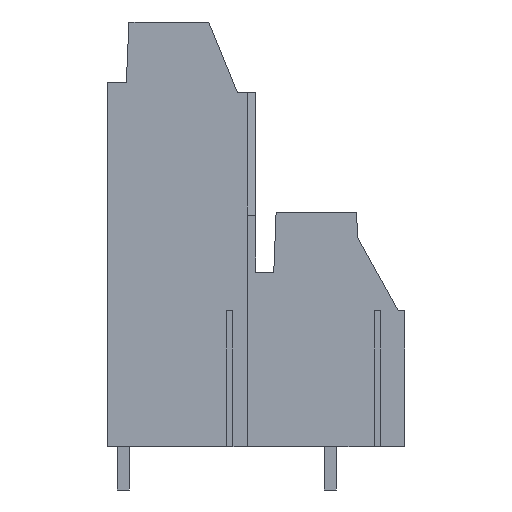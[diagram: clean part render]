
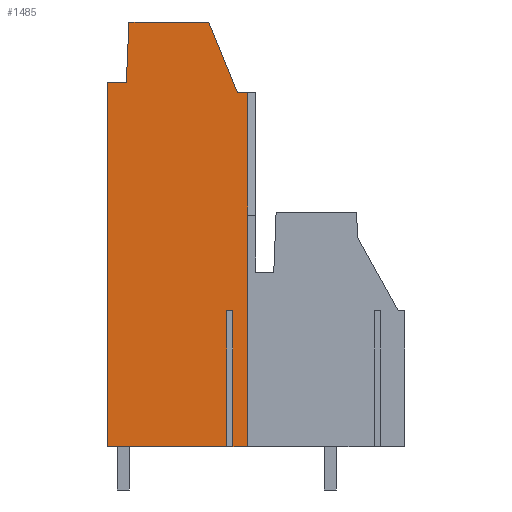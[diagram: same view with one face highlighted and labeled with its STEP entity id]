
A CAD part, left-side view. The second image highlights one B-rep face of the part: STEP entity #1485.
In plain terms, the highlighted planar face has unit normal (-1, 0, 0).
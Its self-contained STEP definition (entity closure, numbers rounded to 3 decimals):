
#1419=AXIS2_PLACEMENT_3D('Plane Axis2P3D',#1416,#1417,#1418) ;
#619=CARTESIAN_POINT('Line Origine',(0.,12.12,3.2)) ;
#623=CARTESIAN_POINT('Vertex',(0.,11.574,3.2)) ;
#625=CARTESIAN_POINT('Vertex',(0.,12.665,3.2)) ;
#674=CARTESIAN_POINT('Vertex',(0.,13.115,3.2)) ;
#677=CARTESIAN_POINT('Line Origine',(0.,17.528,3.2)) ;
#681=CARTESIAN_POINT('Vertex',(0.,21.94,3.2)) ;
#1190=CARTESIAN_POINT('Vertex',(0.,11.574,29.26)) ;
#1193=CARTESIAN_POINT('Line Origine',(0.,11.574,16.23)) ;
#1399=CARTESIAN_POINT('Vertex',(0.,12.337,29.26)) ;
#1402=CARTESIAN_POINT('Line Origine',(0.,11.956,29.26)) ;
#1416=CARTESIAN_POINT('Axis2P3D Location',(0.,11.,17.2)) ;
#1422=CARTESIAN_POINT('Control Point',(0.,20.328,34.47)) ;
#1423=CARTESIAN_POINT('Control Point',(0.,20.521,30.05)) ;
#1424=CARTESIAN_POINT('Vertex',(0.,20.328,34.47)) ;
#1426=CARTESIAN_POINT('Vertex',(0.,20.521,30.05)) ;
#1429=CARTESIAN_POINT('Line Origine',(0.,16.853,30.05)) ;
#1433=CARTESIAN_POINT('Vertex',(0.,21.94,30.05)) ;
#1436=CARTESIAN_POINT('Line Origine',(0.,21.94,34.47)) ;
#1441=CARTESIAN_POINT('Line Origine',(0.,13.115,34.47)) ;
#1445=CARTESIAN_POINT('Vertex',(0.,13.115,13.2)) ;
#1448=CARTESIAN_POINT('Line Origine',(0.,16.853,13.2)) ;
#1452=CARTESIAN_POINT('Vertex',(0.,12.665,13.2)) ;
#1455=CARTESIAN_POINT('Line Origine',(0.,12.665,34.47)) ;
#1461=CARTESIAN_POINT('Control Point',(0.,12.337,29.26)) ;
#1462=CARTESIAN_POINT('Control Point',(0.,14.449,34.47)) ;
#1463=CARTESIAN_POINT('Vertex',(0.,14.449,34.47)) ;
#1466=CARTESIAN_POINT('Line Origine',(0.,16.853,34.47)) ;
#620=DIRECTION('Vector Direction',(0.,1.,0.)) ;
#678=DIRECTION('Vector Direction',(0.,1.,0.)) ;
#1194=DIRECTION('Vector Direction',(0.,0.,-1.)) ;
#1403=DIRECTION('Vector Direction',(0.,1.,0.)) ;
#1417=DIRECTION('Axis2P3D Direction',(1.,0.,0.)) ;
#1418=DIRECTION('Axis2P3D XDirection',(0.,1.,0.)) ;
#1430=DIRECTION('Vector Direction',(0.,1.,0.)) ;
#1437=DIRECTION('Vector Direction',(0.,0.,1.)) ;
#1442=DIRECTION('Vector Direction',(0.,0.,1.)) ;
#1449=DIRECTION('Vector Direction',(0.,1.,0.)) ;
#1456=DIRECTION('Vector Direction',(0.,0.,1.)) ;
#1467=DIRECTION('Vector Direction',(0.,1.,0.)) ;
#621=VECTOR('Line Direction',#620,1.) ;
#679=VECTOR('Line Direction',#678,1.) ;
#1195=VECTOR('Line Direction',#1194,1.) ;
#1404=VECTOR('Line Direction',#1403,1.) ;
#1431=VECTOR('Line Direction',#1430,1.) ;
#1438=VECTOR('Line Direction',#1437,1.) ;
#1443=VECTOR('Line Direction',#1442,1.) ;
#1450=VECTOR('Line Direction',#1449,1.) ;
#1457=VECTOR('Line Direction',#1456,1.) ;
#1468=VECTOR('Line Direction',#1467,1.) ;
#1472=ORIENTED_EDGE('',*,*,#1428,.T.) ;
#1473=ORIENTED_EDGE('',*,*,#1435,.T.) ;
#1474=ORIENTED_EDGE('',*,*,#1440,.T.) ;
#1475=ORIENTED_EDGE('',*,*,#683,.F.) ;
#1476=ORIENTED_EDGE('',*,*,#1447,.T.) ;
#1477=ORIENTED_EDGE('',*,*,#1454,.T.) ;
#1478=ORIENTED_EDGE('',*,*,#1459,.F.) ;
#1479=ORIENTED_EDGE('',*,*,#627,.F.) ;
#1480=ORIENTED_EDGE('',*,*,#1197,.F.) ;
#1481=ORIENTED_EDGE('',*,*,#1406,.T.) ;
#1482=ORIENTED_EDGE('',*,*,#1465,.T.) ;
#1483=ORIENTED_EDGE('',*,*,#1470,.T.) ;
#1485=ADVANCED_FACE('housing',(#1484),#1420,.F.) ;
#1421=B_SPLINE_CURVE_WITH_KNOTS('',1,(#1422,#1423),.UNSPECIFIED.,.F.,.U.,(2,2),(-2.212,2.212),.UNSPECIFIED.) ;
#1460=B_SPLINE_CURVE_WITH_KNOTS('',1,(#1461,#1462),.UNSPECIFIED.,.F.,.U.,(2,2),(-2.811,2.811),.UNSPECIFIED.) ;
#627=EDGE_CURVE('',#624,#626,#622,.T.) ;
#683=EDGE_CURVE('',#675,#682,#680,.T.) ;
#1197=EDGE_CURVE('',#1191,#624,#1196,.T.) ;
#1406=EDGE_CURVE('',#1191,#1400,#1405,.T.) ;
#1428=EDGE_CURVE('',#1425,#1427,#1421,.T.) ;
#1435=EDGE_CURVE('',#1427,#1434,#1432,.T.) ;
#1440=EDGE_CURVE('',#1434,#682,#1439,.F.) ;
#1447=EDGE_CURVE('',#675,#1446,#1444,.T.) ;
#1454=EDGE_CURVE('',#1446,#1453,#1451,.F.) ;
#1459=EDGE_CURVE('',#626,#1453,#1458,.T.) ;
#1465=EDGE_CURVE('',#1400,#1464,#1460,.T.) ;
#1470=EDGE_CURVE('',#1464,#1425,#1469,.T.) ;
#1471=EDGE_LOOP('',(#1472,#1473,#1474,#1475,#1476,#1477,#1478,#1479,#1480,#1481,#1482,#1483)) ;
#1484=FACE_OUTER_BOUND('',#1471,.T.) ;
#622=LINE('Line',#619,#621) ;
#680=LINE('Line',#677,#679) ;
#1196=LINE('Line',#1193,#1195) ;
#1405=LINE('Line',#1402,#1404) ;
#1432=LINE('Line',#1429,#1431) ;
#1439=LINE('Line',#1436,#1438) ;
#1444=LINE('Line',#1441,#1443) ;
#1451=LINE('Line',#1448,#1450) ;
#1458=LINE('Line',#1455,#1457) ;
#1469=LINE('Line',#1466,#1468) ;
#1420=PLANE('',#1419) ;
#624=VERTEX_POINT('',#623) ;
#626=VERTEX_POINT('',#625) ;
#675=VERTEX_POINT('',#674) ;
#682=VERTEX_POINT('',#681) ;
#1191=VERTEX_POINT('',#1190) ;
#1400=VERTEX_POINT('',#1399) ;
#1425=VERTEX_POINT('',#1424) ;
#1427=VERTEX_POINT('',#1426) ;
#1434=VERTEX_POINT('',#1433) ;
#1446=VERTEX_POINT('',#1445) ;
#1453=VERTEX_POINT('',#1452) ;
#1464=VERTEX_POINT('',#1463) ;
